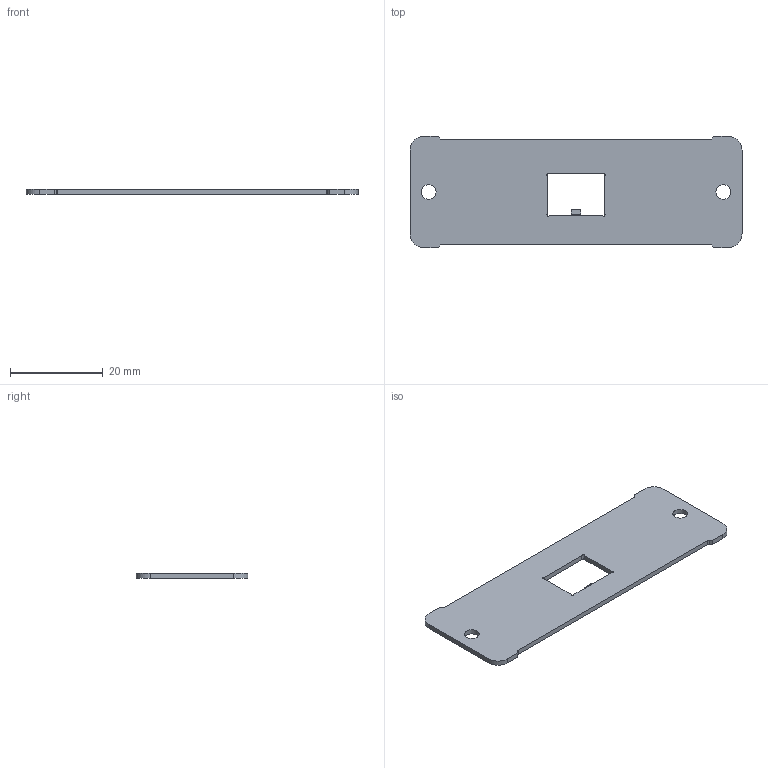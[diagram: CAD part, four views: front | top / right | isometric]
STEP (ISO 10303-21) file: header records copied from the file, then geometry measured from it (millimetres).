
FILE_DESCRIPTION(('KiCad electronic assembly'),'2;1');
FILE_NAME('1wire_Front.step','2024-07-19T17:41:12',('Pcbnew'),('Kicad'), 'Open CASCADE STEP processor 7.8','KiCad to STEP converter','Unknown' );
FILE_SCHEMA(('AUTOMOTIVE_DESIGN { 1 0 10303 214 1 1 1 1 }'));
Length unit declared in the file: millimetre
Products named in the file (28): 1wire_Front 1; 1wire_Front_track_1; 1wire_Front_track_2; 1wire_Front_track_3; 1wire_Front_track_4; 1wire_Front_track_5; 1wire_Front_track_6; 1wire_Front_track_7; 1wire_Front_track_8; 1wire_Front_track_9; 1wire_Front_track_10; 1wire_Front_track_11; 1wire_Front_track_12; 1wire_Front_track_13; 1wire_Front_track_14; 1wire_Front_pad_1; 1wire_Front_pad_2; 1wire_Front_pad_3; 1wire_Front_pad_4; 1wire_Front_pad_5; 1wire_Front_pad_6; 1wire_Front_pad_7; 1wire_Front_pad_8; 1wire_Front_pad_9; 1wire_Front_pad_10; 1wire_Front_pad_11; 1wire_Front_pad_12; 1wire_Front_PCB
Assembly tree (27 placements, depth 2):
  1wire_Front 1
    1wire_Front_track_1
    1wire_Front_track_2
    1wire_Front_track_3
    1wire_Front_track_4
    1wire_Front_track_5
    1wire_Front_track_6
    1wire_Front_track_7
    1wire_Front_track_8
    1wire_Front_track_9
    1wire_Front_track_10
    1wire_Front_track_11
    1wire_Front_track_12
    1wire_Front_track_13
    1wire_Front_track_14
    1wire_Front_pad_1
    1wire_Front_pad_2
    1wire_Front_pad_3
    1wire_Front_pad_4
    1wire_Front_pad_5
    1wire_Front_pad_6
    1wire_Front_pad_7
    1wire_Front_pad_8
    1wire_Front_pad_9
    1wire_Front_pad_10
    1wire_Front_pad_11
    1wire_Front_pad_12
    1wire_Front_PCB
Bounding box: 71.5 x 24 x 1.12 mm (x, y, z)
Volume: 1631.9 mm3; surface area: 3332.7 mm2
Topology: 15 solids, 15 shells, 286 faces, 768 edges, 512 vertices
Faces by surface type: plane 270, cylinder 16
Full cylindrical faces by diameter (mm): 3.2 x2
Entity records: 9386 total; most frequent: CARTESIAN_POINT 1594, ORIENTED_EDGE 1536, DIRECTION 1428, EDGE_CURVE 768, LINE 736, VECTOR 736, VERTEX_POINT 512, AXIS2_PLACEMENT_3D 346
